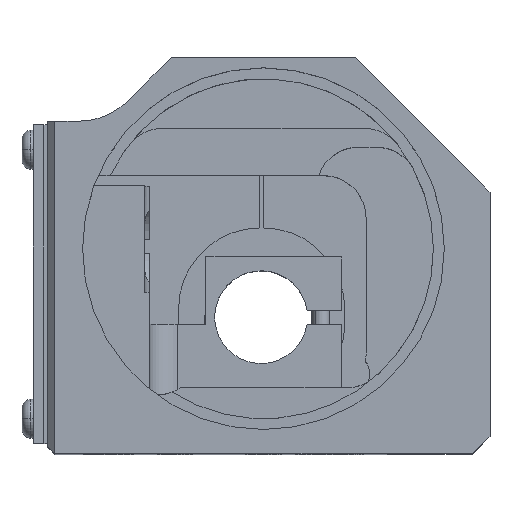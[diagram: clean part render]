
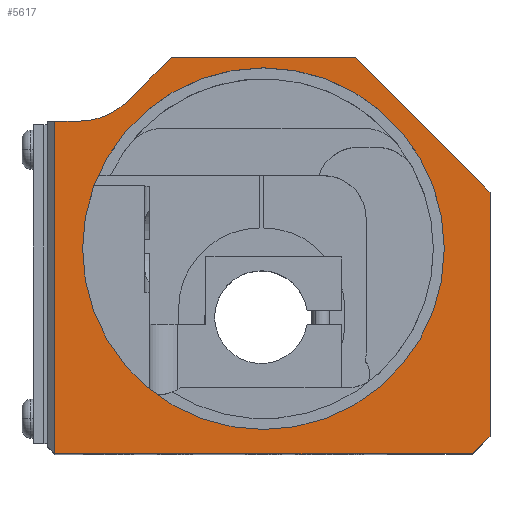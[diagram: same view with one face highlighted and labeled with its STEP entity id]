
A CAD part, top view. The second image highlights one B-rep face of the part: STEP entity #5617.
In plain terms, the highlighted planar face has unit normal (0, 0, 1).
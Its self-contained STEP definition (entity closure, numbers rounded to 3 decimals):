
#268 = LINE ( 'NONE', #19687, #13534 ) ;
#323 = VERTEX_POINT ( 'NONE', #10676 ) ;
#794 = VECTOR ( 'NONE', #11898, 1000. ) ;
#825 = VERTEX_POINT ( 'NONE', #12933 ) ;
#852 = EDGE_CURVE ( 'NONE', #11021, #20827, #21093, .T. ) ;
#890 = EDGE_CURVE ( 'NONE', #20071, #1968, #1090, .T. ) ;
#1018 = LINE ( 'NONE', #4134, #13729 ) ;
#1090 = LINE ( 'NONE', #2377, #5638 ) ;
#1692 = ORIENTED_EDGE ( 'NONE', *, *, #7881, .T. ) ;
#1756 = LINE ( 'NONE', #4619, #15031 ) ;
#1874 = ORIENTED_EDGE ( 'NONE', *, *, #22272, .F. ) ;
#1968 = VERTEX_POINT ( 'NONE', #16501 ) ;
#2377 = CARTESIAN_POINT ( 'NONE',  ( 29.25, -29.25, 18.5 ) ) ;
#2617 = PLANE ( 'NONE',  #13995 ) ;
#3748 = EDGE_CURVE ( 'NONE', #17113, #5184, #4956, .T. ) ;
#3750 = CARTESIAN_POINT ( 'NONE',  ( -29.5, 0., 18.5 ) ) ;
#4127 = ORIENTED_EDGE ( 'NONE', *, *, #3748, .T. ) ;
#4134 = CARTESIAN_POINT ( 'NONE',  ( -30.5, 18., 18.5 ) ) ;
#4426 = VECTOR ( 'NONE', #9506, 1000. ) ;
#4619 = CARTESIAN_POINT ( 'NONE',  ( -30.5, 27., 18.5 ) ) ;
#4931 = VERTEX_POINT ( 'NONE', #15348 ) ;
#4956 = LINE ( 'NONE', #18612, #4426 ) ;
#5139 = FACE_BOUND ( 'NONE', #20799, .T. ) ;
#5184 = VERTEX_POINT ( 'NONE', #22154 ) ;
#5504 = AXIS2_PLACEMENT_3D ( 'NONE', #9809, #21925, #11569 ) ;
#5617 = ADVANCED_FACE ( 'NONE', ( #14372, #5139 ), #2617, .T. ) ;
#5638 = VECTOR ( 'NONE', #8118, 1000. ) ;
#5846 = ORIENTED_EDGE ( 'NONE', *, *, #17742, .F. ) ;
#6174 = CARTESIAN_POINT ( 'NONE',  ( -25.545, 0., 18.5 ) ) ;
#6190 = DIRECTION ( 'NONE',  ( 0., -1., 0. ) ) ;
#6525 = CARTESIAN_POINT ( 'NONE',  ( 25.545, 0., 18.5 ) ) ;
#6835 = ORIENTED_EDGE ( 'NONE', *, *, #852, .F. ) ;
#7248 = CARTESIAN_POINT ( 'NONE',  ( -19.071, 20.929, 18.5 ) ) ;
#7624 = LINE ( 'NONE', #16559, #16862 ) ;
#7688 = EDGE_CURVE ( 'NONE', #12232, #323, #10025, .T. ) ;
#7724 = DIRECTION ( 'NONE',  ( -0.707, -0.707, 0. ) ) ;
#7881 = EDGE_CURVE ( 'NONE', #4931, #12232, #1018, .T. ) ;
#8117 = DIRECTION ( 'NONE',  ( 1., 0., 0. ) ) ;
#8118 = DIRECTION ( 'NONE',  ( 0.707, 0.707, 0. ) ) ;
#8575 = EDGE_CURVE ( 'NONE', #825, #5184, #1756, .T. ) ;
#9052 = VERTEX_POINT ( 'NONE', #7248 ) ;
#9506 = DIRECTION ( 'NONE',  ( -0.707, 0.707, 0. ) ) ;
#9535 = CARTESIAN_POINT ( 'NONE',  ( 0., 0., 18.5 ) ) ;
#9653 = CARTESIAN_POINT ( 'NONE',  ( -29.5, 18., 18.5 ) ) ;
#9809 = CARTESIAN_POINT ( 'NONE',  ( -26.142, 28., 18.5 ) ) ;
#9865 = CARTESIAN_POINT ( 'NONE',  ( 32., 8., 18.5 ) ) ;
#9966 = DIRECTION ( 'NONE',  ( 0., 0., 1. ) ) ;
#10025 = LINE ( 'NONE', #3750, #18664 ) ;
#10676 = CARTESIAN_POINT ( 'NONE',  ( -29.5, -29., 18.5 ) ) ;
#10706 = ORIENTED_EDGE ( 'NONE', *, *, #18632, .T. ) ;
#11021 = VERTEX_POINT ( 'NONE', #6525 ) ;
#11193 = DIRECTION ( 'NONE',  ( -1., 0., 0. ) ) ;
#11453 = ORIENTED_EDGE ( 'NONE', *, *, #7688, .T. ) ;
#11569 = DIRECTION ( 'NONE',  ( 1., 0., 0. ) ) ;
#11898 = DIRECTION ( 'NONE',  ( 1., 0., 0. ) ) ;
#12232 = VERTEX_POINT ( 'NONE', #9653 ) ;
#12278 = DIRECTION ( 'NONE',  ( 0., 0., 1. ) ) ;
#12361 = CIRCLE ( 'NONE', #15258, 25.545 ) ;
#12373 = EDGE_CURVE ( 'NONE', #323, #20071, #14590, .T. ) ;
#12809 = DIRECTION ( 'NONE',  ( 0., 0., 1. ) ) ;
#12933 = CARTESIAN_POINT ( 'NONE',  ( -13., 27., 18.5 ) ) ;
#13340 = CARTESIAN_POINT ( 'NONE',  ( 0., 0., 18.5 ) ) ;
#13534 = VECTOR ( 'NONE', #7724, 1000. ) ;
#13729 = VECTOR ( 'NONE', #11193, 1000. ) ;
#13995 = AXIS2_PLACEMENT_3D ( 'NONE', #13340, #12278, #8117 ) ;
#14139 = ORIENTED_EDGE ( 'NONE', *, *, #20883, .T. ) ;
#14372 = FACE_OUTER_BOUND ( 'NONE', #19042, .T. ) ;
#14590 = LINE ( 'NONE', #16892, #794 ) ;
#14727 = CIRCLE ( 'NONE', #5504, 10. ) ;
#15009 = DIRECTION ( 'NONE',  ( 1., 0., 0. ) ) ;
#15031 = VECTOR ( 'NONE', #15009, 1000. ) ;
#15066 = DIRECTION ( 'NONE',  ( 0., -1., 0. ) ) ;
#15258 = AXIS2_PLACEMENT_3D ( 'NONE', #20336, #9966, #22097 ) ;
#15348 = CARTESIAN_POINT ( 'NONE',  ( -26.142, 18., 18.5 ) ) ;
#15668 = CARTESIAN_POINT ( 'NONE',  ( 29.5, -29., 18.5 ) ) ;
#16501 = CARTESIAN_POINT ( 'NONE',  ( 32., -26.5, 18.5 ) ) ;
#16559 = CARTESIAN_POINT ( 'NONE',  ( 32., 27., 18.5 ) ) ;
#16862 = VECTOR ( 'NONE', #6190, 1000. ) ;
#16892 = CARTESIAN_POINT ( 'NONE',  ( -30.5, -29., 18.5 ) ) ;
#17113 = VERTEX_POINT ( 'NONE', #9865 ) ;
#17193 = ORIENTED_EDGE ( 'NONE', *, *, #890, .T. ) ;
#17309 = ORIENTED_EDGE ( 'NONE', *, *, #8575, .F. ) ;
#17742 = EDGE_CURVE ( 'NONE', #20827, #11021, #12361, .T. ) ;
#17787 = DIRECTION ( 'NONE',  ( 1., 0., 0. ) ) ;
#18612 = CARTESIAN_POINT ( 'NONE',  ( 32., 8., 18.5 ) ) ;
#18632 = EDGE_CURVE ( 'NONE', #825, #9052, #268, .T. ) ;
#18664 = VECTOR ( 'NONE', #15066, 1000. ) ;
#19042 = EDGE_LOOP ( 'NONE', ( #19472, #17193, #1874, #4127, #17309, #10706, #14139, #1692, #11453 ) ) ;
#19472 = ORIENTED_EDGE ( 'NONE', *, *, #12373, .T. ) ;
#19687 = CARTESIAN_POINT ( 'NONE',  ( -19.071, 20.929, 18.5 ) ) ;
#19956 = AXIS2_PLACEMENT_3D ( 'NONE', #9535, #12809, #17787 ) ;
#20071 = VERTEX_POINT ( 'NONE', #15668 ) ;
#20336 = CARTESIAN_POINT ( 'NONE',  ( 0., 0., 18.5 ) ) ;
#20799 = EDGE_LOOP ( 'NONE', ( #6835, #5846 ) ) ;
#20827 = VERTEX_POINT ( 'NONE', #6174 ) ;
#20883 = EDGE_CURVE ( 'NONE', #9052, #4931, #14727, .T. ) ;
#21093 = CIRCLE ( 'NONE', #19956, 25.545 ) ;
#21925 = DIRECTION ( 'NONE',  ( 0., 0., -1. ) ) ;
#22097 = DIRECTION ( 'NONE',  ( 1., 0., 0. ) ) ;
#22154 = CARTESIAN_POINT ( 'NONE',  ( 13., 27., 18.5 ) ) ;
#22272 = EDGE_CURVE ( 'NONE', #17113, #1968, #7624, .T. ) ;
